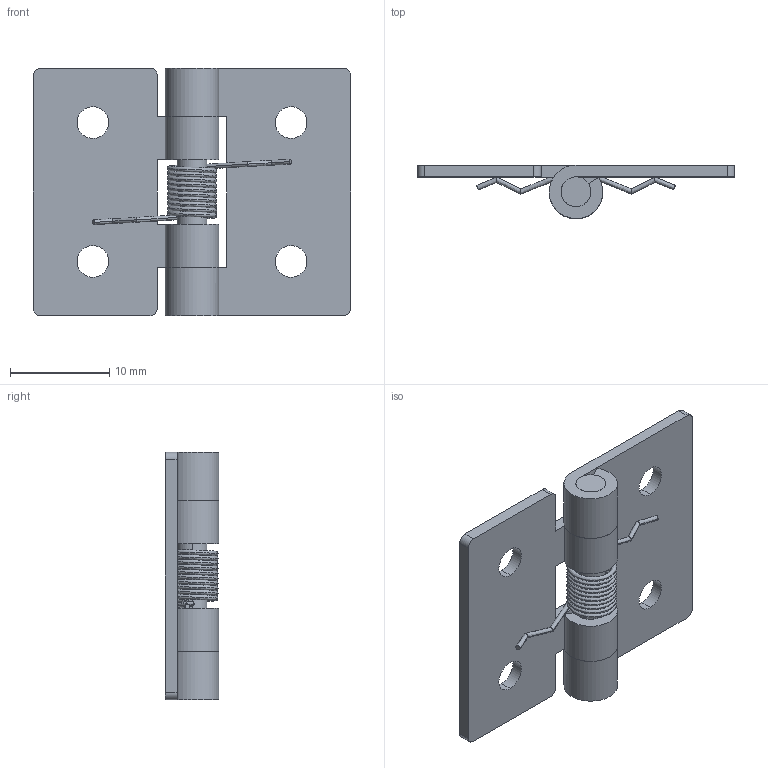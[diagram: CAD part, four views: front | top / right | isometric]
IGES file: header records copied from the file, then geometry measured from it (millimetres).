
Start section: ------------------------------------------------------------------------
Global section: file name: PC007.71640.TH_61SUS_1_0.8_24841.igs; native system: spGate; preprocessor: ver19.8.4 (****-****-****-****); author: Unknown; organization: Unknown; date: 250321.113516; units: millimetre
Bounding box: 32 x 5.4 x 25 mm (x, y, z)
Volume: 1247.1 mm3; surface area: 2589.7 mm2
Topology: 4 solids, 4 shells, 70 faces, 172 edges, 110 vertices
Faces by surface type: bspline 70
